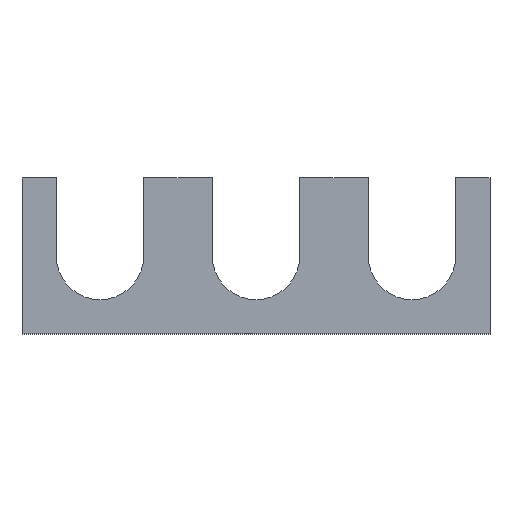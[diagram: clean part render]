
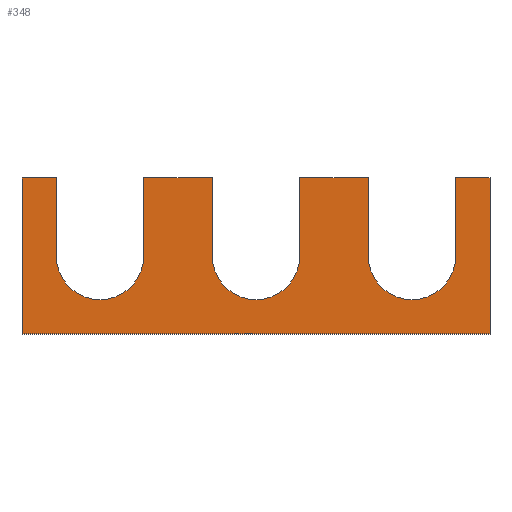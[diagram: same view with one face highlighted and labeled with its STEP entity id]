
A CAD part, top view. The second image highlights one B-rep face of the part: STEP entity #348.
In plain terms, the highlighted planar face has unit normal (0, 0, 1).
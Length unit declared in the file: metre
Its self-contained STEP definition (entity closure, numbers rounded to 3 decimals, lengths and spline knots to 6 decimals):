
#13=CIRCLE('',#372,0.007112);
#15=CIRCLE('',#378,0.007112);
#17=CIRCLE('',#384,0.007112);
#85=ORIENTED_EDGE('',*,*,#119,.T.);
#86=ORIENTED_EDGE('',*,*,#123,.T.);
#87=ORIENTED_EDGE('',*,*,#126,.F.);
#88=ORIENTED_EDGE('',*,*,#129,.F.);
#89=ORIENTED_EDGE('',*,*,#132,.T.);
#90=ORIENTED_EDGE('',*,*,#135,.T.);
#91=ORIENTED_EDGE('',*,*,#138,.F.);
#92=ORIENTED_EDGE('',*,*,#141,.T.);
#93=ORIENTED_EDGE('',*,*,#144,.T.);
#94=ORIENTED_EDGE('',*,*,#147,.T.);
#95=ORIENTED_EDGE('',*,*,#150,.F.);
#96=ORIENTED_EDGE('',*,*,#153,.F.);
#97=ORIENTED_EDGE('',*,*,#156,.T.);
#98=ORIENTED_EDGE('',*,*,#159,.T.);
#99=ORIENTED_EDGE('',*,*,#162,.F.);
#100=ORIENTED_EDGE('',*,*,#164,.F.);
#119=EDGE_CURVE('',#168,#167,#199,.T.);
#123=EDGE_CURVE('',#167,#170,#203,.T.);
#126=EDGE_CURVE('',#172,#170,#206,.T.);
#129=EDGE_CURVE('',#174,#172,#209,.T.);
#132=EDGE_CURVE('',#174,#176,#212,.T.);
#135=EDGE_CURVE('',#176,#178,#215,.T.);
#138=EDGE_CURVE('',#180,#178,#218,.T.);
#141=EDGE_CURVE('',#180,#182,#13,.T.);
#144=EDGE_CURVE('',#182,#184,#222,.T.);
#147=EDGE_CURVE('',#184,#186,#225,.T.);
#150=EDGE_CURVE('',#188,#186,#228,.T.);
#153=EDGE_CURVE('',#190,#188,#15,.T.);
#156=EDGE_CURVE('',#190,#192,#232,.T.);
#159=EDGE_CURVE('',#192,#194,#235,.T.);
#162=EDGE_CURVE('',#196,#194,#238,.T.);
#164=EDGE_CURVE('',#168,#196,#17,.T.);
#167=VERTEX_POINT('',#485);
#168=VERTEX_POINT('',#487);
#170=VERTEX_POINT('',#493);
#172=VERTEX_POINT('',#499);
#174=VERTEX_POINT('',#505);
#176=VERTEX_POINT('',#511);
#178=VERTEX_POINT('',#517);
#180=VERTEX_POINT('',#523);
#182=VERTEX_POINT('',#529);
#184=VERTEX_POINT('',#535);
#186=VERTEX_POINT('',#541);
#188=VERTEX_POINT('',#547);
#190=VERTEX_POINT('',#553);
#192=VERTEX_POINT('',#559);
#194=VERTEX_POINT('',#565);
#196=VERTEX_POINT('',#571);
#199=LINE('',#486,#241);
#203=LINE('',#494,#245);
#206=LINE('',#500,#248);
#209=LINE('',#506,#251);
#212=LINE('',#512,#254);
#215=LINE('',#518,#257);
#218=LINE('',#524,#260);
#222=LINE('',#536,#264);
#225=LINE('',#542,#267);
#228=LINE('',#548,#270);
#232=LINE('',#560,#274);
#235=LINE('',#566,#277);
#238=LINE('',#572,#280);
#241=VECTOR('',#393,1.);
#245=VECTOR('',#399,1.);
#248=VECTOR('',#404,1.);
#251=VECTOR('',#409,1.);
#254=VECTOR('',#414,1.);
#257=VECTOR('',#419,1.);
#260=VECTOR('',#424,1.);
#264=VECTOR('',#436,1.);
#267=VECTOR('',#441,1.);
#270=VECTOR('',#446,1.);
#274=VECTOR('',#458,1.);
#277=VECTOR('',#463,1.);
#280=VECTOR('',#468,1.);
#297=EDGE_LOOP('',(#85,#86,#87,#88,#89,#90,#91,#92,#93,#94,#95,#96,#97,
#98,#99,#100));
#315=FACE_BOUND('',#297,.T.);
#330=PLANE('',#385);
#348=ADVANCED_FACE('',(#315),#330,.T.);
#372=AXIS2_PLACEMENT_3D('',#530,#430,#431);
#378=AXIS2_PLACEMENT_3D('',#554,#452,#453);
#384=AXIS2_PLACEMENT_3D('',#575,#473,#474);
#385=AXIS2_PLACEMENT_3D('',#576,#475,#476);
#393=DIRECTION('',(0.,1.,0.));
#399=DIRECTION('',(-1.,0.,0.));
#404=DIRECTION('',(0.,1.,0.));
#409=DIRECTION('',(-1.,0.,0.));
#414=DIRECTION('',(0.,1.,0.));
#419=DIRECTION('',(-1.,0.,0.));
#424=DIRECTION('',(0.,1.,0.));
#430=DIRECTION('',(0.,0.,-1.));
#431=DIRECTION('',(1.,0.,0.));
#436=DIRECTION('',(0.,1.,0.));
#441=DIRECTION('',(-1.,0.,0.));
#446=DIRECTION('',(0.,1.,0.));
#452=DIRECTION('',(0.,0.,1.));
#453=DIRECTION('',(1.,0.,0.));
#458=DIRECTION('',(0.,1.,0.));
#463=DIRECTION('',(-1.,0.,0.));
#468=DIRECTION('',(0.,1.,0.));
#473=DIRECTION('',(0.,0.,1.));
#474=DIRECTION('',(1.,0.,0.));
#475=DIRECTION('',(0.,0.,1.));
#476=DIRECTION('',(1.,0.,0.));
#485=CARTESIAN_POINT('',(-0.032512,0.0127,0.00025));
#486=CARTESIAN_POINT('',(-0.032512,0.00635,0.00025));
#487=CARTESIAN_POINT('',(-0.032512,0.,0.00025));
#493=CARTESIAN_POINT('',(-0.0381,0.0127,0.00025));
#494=CARTESIAN_POINT('',(-0.035306,0.0127,0.00025));
#499=CARTESIAN_POINT('',(-0.0381,-0.0127,0.00025));
#500=CARTESIAN_POINT('',(-0.0381,0.,0.00025));
#505=CARTESIAN_POINT('',(0.0381,-0.0127,0.00025));
#506=CARTESIAN_POINT('',(0.,-0.0127,0.00025));
#511=CARTESIAN_POINT('',(0.0381,0.0127,0.00025));
#512=CARTESIAN_POINT('',(0.0381,0.,0.00025));
#517=CARTESIAN_POINT('',(0.032512,0.0127,0.00025));
#518=CARTESIAN_POINT('',(0.035306,0.0127,0.00025));
#523=CARTESIAN_POINT('',(0.032512,0.,0.00025));
#524=CARTESIAN_POINT('',(0.032512,0.00635,0.00025));
#529=CARTESIAN_POINT('',(0.018288,0.,0.00025));
#530=CARTESIAN_POINT('',(0.0254,0.,0.00025));
#535=CARTESIAN_POINT('',(0.018288,0.0127,0.00025));
#536=CARTESIAN_POINT('',(0.018288,0.00635,0.00025));
#541=CARTESIAN_POINT('',(0.007112,0.0127,0.00025));
#542=CARTESIAN_POINT('',(0.0127,0.0127,0.00025));
#547=CARTESIAN_POINT('',(0.007112,0.,0.00025));
#548=CARTESIAN_POINT('',(0.007112,0.00635,0.00025));
#553=CARTESIAN_POINT('',(-0.007112,0.,0.00025));
#554=CARTESIAN_POINT('',(0.,0.,0.00025));
#559=CARTESIAN_POINT('',(-0.007112,0.0127,0.00025));
#560=CARTESIAN_POINT('',(-0.007112,0.00635,0.00025));
#565=CARTESIAN_POINT('',(-0.018288,0.0127,0.00025));
#566=CARTESIAN_POINT('',(-0.0127,0.0127,0.00025));
#571=CARTESIAN_POINT('',(-0.018288,0.,0.00025));
#572=CARTESIAN_POINT('',(-0.018288,0.00635,0.00025));
#575=CARTESIAN_POINT('',(-0.0254,0.,0.00025));
#576=CARTESIAN_POINT('',(0.,0.,0.00025));
